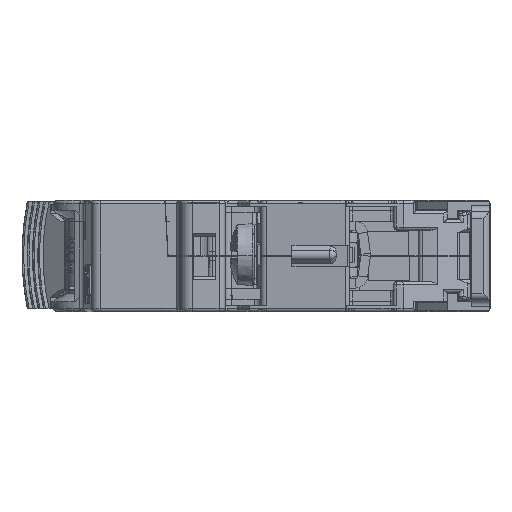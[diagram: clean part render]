
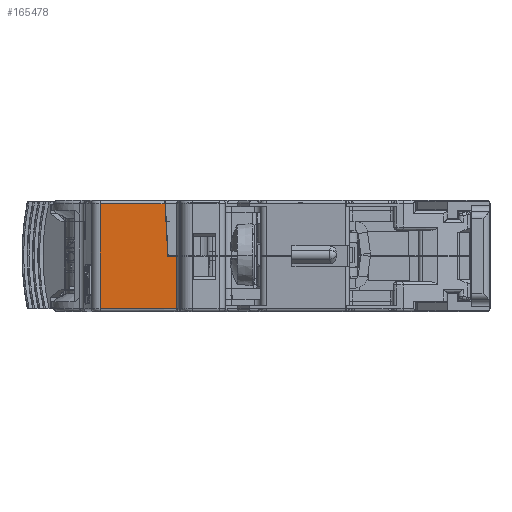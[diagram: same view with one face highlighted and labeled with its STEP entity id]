
A CAD part, left-side view. The second image highlights one B-rep face of the part: STEP entity #165478.
In plain terms, the highlighted planar face has unit normal (-1, 0, 0).
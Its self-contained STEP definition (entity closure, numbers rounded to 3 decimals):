
#137166=DIRECTION('',(0.,-1.,0.));
#137167=VECTOR('',#137166,12.166);
#137168=CARTESIAN_POINT('',(-22.45,55.266,-17.21));
#137169=LINE('',#137168,#137167);
#137173=CARTESIAN_POINT('',(-22.45,43.1,-17.21));
#142052=CARTESIAN_POINT('',(-22.45,44.988,
-0.51));
#142057=DIRECTION('',(0.,1.,0.));
#142058=VECTOR('',#142057,10.279);
#142059=CARTESIAN_POINT('',(-22.45,44.988,
-0.51));
#142060=LINE('',#142059,#142058);
#142106=DIRECTION('',(0.,-0.052,
-0.999));
#142107=VECTOR('',#142106,8.361);
#142108=CARTESIAN_POINT('',(-22.45,44.988,
-0.51));
#142109=LINE('',#142108,#142107);
#142113=DIRECTION('',(0.,-1.,0.));
#142114=VECTOR('',#142113,1.45);
#142115=CARTESIAN_POINT('',(-22.45,44.55,-8.86));
#142116=LINE('',#142115,#142114);
#142120=DIRECTION('',(0.,0.,1.));
#142121=VECTOR('',#142120,8.35);
#142122=CARTESIAN_POINT('',(-22.45,43.1,-17.21));
#142123=LINE('',#142122,#142121);
#142155=DIRECTION('',(0.,0.,-1.));
#142156=VECTOR('',#142155,16.7);
#142157=CARTESIAN_POINT('',(-22.45,55.266,
-0.51));
#142158=LINE('',#142157,#142156);
#152651=CARTESIAN_POINT('',(-22.45,43.1,-8.86));
#152652=VERTEX_POINT('',#152651);
#152653=CARTESIAN_POINT('',(-22.45,44.55,-8.86));
#152654=VERTEX_POINT('',#152653);
#152754=VERTEX_POINT('',#137173);
#152755=CARTESIAN_POINT('',(-22.45,55.266,-17.21));
#152756=VERTEX_POINT('',#152755);
#153583=VERTEX_POINT('',#142052);
#153584=CARTESIAN_POINT('',(-22.45,55.266,
-0.51));
#153585=VERTEX_POINT('',#153584);
#165463=CARTESIAN_POINT('',(-22.45,56.595,-17.71));
#165464=DIRECTION('',(-1.,0.,0.));
#165465=DIRECTION('',(0.,-1.,0.));
#165466=AXIS2_PLACEMENT_3D('',#165463,#165464,#165465);
#165467=PLANE('',#165466);
#165468=ORIENTED_EDGE('',*,*,#165422,.F.);
#165469=ORIENTED_EDGE('',*,*,#165451,.T.);
#165470=ORIENTED_EDGE('',*,*,#160175,.T.);
#165472=ORIENTED_EDGE('',*,*,#165471,.F.);
#165473=ORIENTED_EDGE('',*,*,#161084,.F.);
#165475=ORIENTED_EDGE('',*,*,#165474,.F.);
#165476=EDGE_LOOP('',(#165468,#165469,#165470,#165472,#165473,#165475));
#165477=FACE_OUTER_BOUND('',#165476,.F.);
#160175=EDGE_CURVE('',#152654,#152652,#142116,.T.);
#161084=EDGE_CURVE('',#152756,#152754,#137169,.T.);
#165422=EDGE_CURVE('',#153583,#153585,#142060,.T.);
#165451=EDGE_CURVE('',#153583,#152654,#142109,.T.);
#165471=EDGE_CURVE('',#152754,#152652,#142123,.T.);
#165474=EDGE_CURVE('',#153585,#152756,#142158,.T.);
#165478=ADVANCED_FACE('',(#165477),#165467,.T.);
